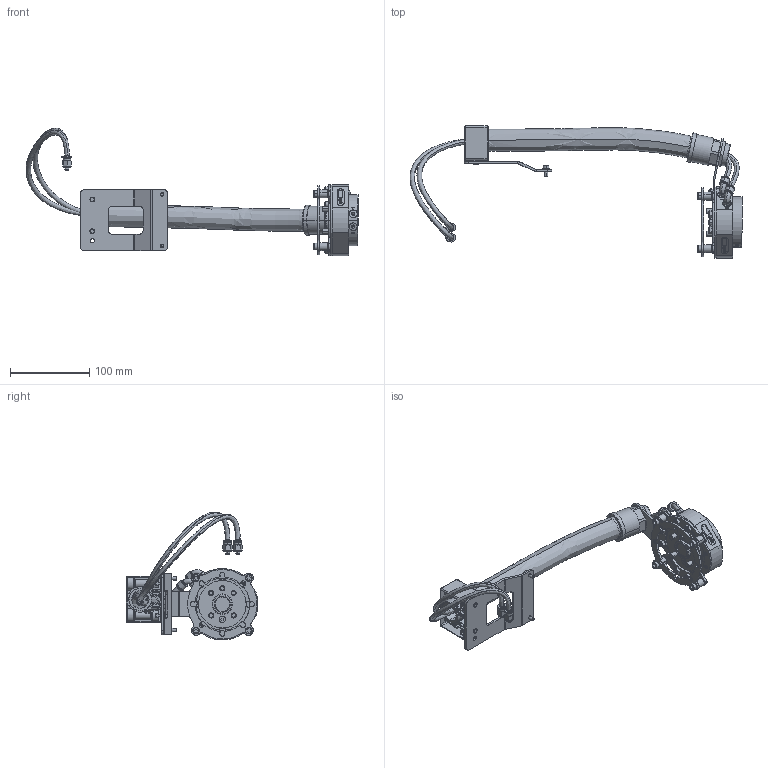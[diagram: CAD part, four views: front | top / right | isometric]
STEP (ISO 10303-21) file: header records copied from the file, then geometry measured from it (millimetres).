
FILE_DESCRIPTION (( 'STEP AP203' ), '1' );
FILE_NAME ('TS103-203.STEP', '2021-04-07T14:27:33', ( '' ), ( '' ), 'SwSTEP 2.0', 'SolidWorks 2019', '' );
FILE_SCHEMA (( 'CONFIG_CONTROL_DESIGN' ));
Products named in the file (1): TS103-203
Bounding box: 418.3 x 166.28 x 160.88 mm (x, y, z)
Volume: 355692.9 mm3; surface area: 233130.7 mm2
Topology: 69 solids, 69 shells, 2326 faces, 5659 edges, 3643 vertices
Faces by surface type: plane 902, cylinder 773, bspline 387, cone 182, torus 82
Entity records: 134182 total; most frequent: CARTESIAN_POINT 80592, ORIENTED_EDGE 11306, DIRECTION 10528, EDGE_CURVE 5653, AXIS2_PLACEMENT_3D 3852, VERTEX_POINT 3643, LINE 2824, VECTOR 2824
